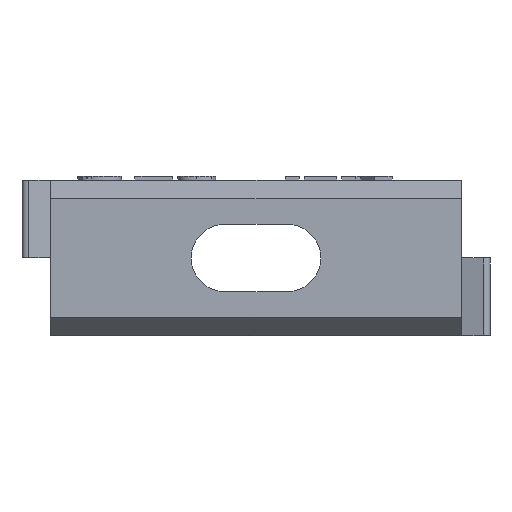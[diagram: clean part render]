
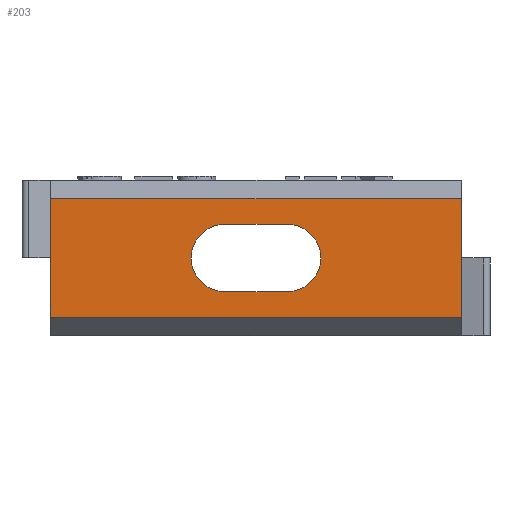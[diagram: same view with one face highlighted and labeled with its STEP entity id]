
A CAD part, front view. The second image highlights one B-rep face of the part: STEP entity #203.
In plain terms, the highlighted planar face has unit normal (0, -1, 0).
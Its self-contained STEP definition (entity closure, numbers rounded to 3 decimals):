
#8 = VERTEX_POINT ( 'NONE', #5076 ) ;
#28 = CARTESIAN_POINT ( 'NONE',  ( 2.4, 0., 0. ) ) ;
#39 = LINE ( 'NONE', #53, #4867 ) ;
#53 = CARTESIAN_POINT ( 'NONE',  ( -18.05, 0., 4.557 ) ) ;
#96 = FACE_BOUND ( 'NONE', #4819, .T. ) ;
#203 = ADVANCED_FACE ( 'NONE', ( #96, #1351 ), #1357, .F. ) ;
#300 = ORIENTED_EDGE ( 'NONE', *, *, #734, .T. ) ;
#307 = ORIENTED_EDGE ( 'NONE', *, *, #2168, .T. ) ;
#441 = ORIENTED_EDGE ( 'NONE', *, *, #1837, .T. ) ;
#517 = CARTESIAN_POINT ( 'NONE',  ( 15.85, 0., 4.557 ) ) ;
#533 = DIRECTION ( 'NONE',  ( 1., 0., 0. ) ) ;
#581 = ORIENTED_EDGE ( 'NONE', *, *, #1024, .T. ) ;
#734 = EDGE_CURVE ( 'NONE', #4144, #4891, #4626, .T. ) ;
#793 = ORIENTED_EDGE ( 'NONE', *, *, #3635, .F. ) ;
#797 = DIRECTION ( 'NONE',  ( 0., 0., 1. ) ) ;
#823 = CARTESIAN_POINT ( 'NONE',  ( -15.85, 0., 6.369 ) ) ;
#917 = DIRECTION ( 'NONE',  ( -1., 0., 0. ) ) ;
#920 = EDGE_CURVE ( 'NONE', #2402, #2637, #1425, .T. ) ;
#938 = ORIENTED_EDGE ( 'NONE', *, *, #5893, .T. ) ;
#1024 = EDGE_CURVE ( 'NONE', #5787, #4144, #5810, .T. ) ;
#1070 = CARTESIAN_POINT ( 'NONE',  ( -2.4, 0., -2.6 ) ) ;
#1104 = CARTESIAN_POINT ( 'NONE',  ( 14.85, 0., 6. ) ) ;
#1156 = ORIENTED_EDGE ( 'NONE', *, *, #920, .T. ) ;
#1165 = ORIENTED_EDGE ( 'NONE', *, *, #3322, .F. ) ;
#1173 = CARTESIAN_POINT ( 'NONE',  ( -15.85, 0., -4.557 ) ) ;
#1187 = LINE ( 'NONE', #4211, #4759 ) ;
#1230 = DIRECTION ( 'NONE',  ( 0., 1., 0. ) ) ;
#1249 = CARTESIAN_POINT ( 'NONE',  ( -2.4, 0., 0. ) ) ;
#1351 = FACE_OUTER_BOUND ( 'NONE', #1613, .T. ) ;
#1357 = PLANE ( 'NONE',  #2359 ) ;
#1425 = LINE ( 'NONE', #1694, #4848 ) ;
#1442 = DIRECTION ( 'NONE',  ( 0., 0., 1. ) ) ;
#1572 = DIRECTION ( 'NONE',  ( 0., 1., 0. ) ) ;
#1613 = EDGE_LOOP ( 'NONE', ( #793, #938, #1156, #1165 ) ) ;
#1694 = CARTESIAN_POINT ( 'NONE',  ( -18.05, 0., -4.557 ) ) ;
#1837 = EDGE_CURVE ( 'NONE', #8, #5787, #1997, .T. ) ;
#1997 = CIRCLE ( 'NONE', #2573, 2.6 ) ;
#2168 = EDGE_CURVE ( 'NONE', #4891, #8, #1187, .T. ) ;
#2342 = VERTEX_POINT ( 'NONE', #4862 ) ;
#2359 = AXIS2_PLACEMENT_3D ( 'NONE', #1104, #1572, #917 ) ;
#2402 = VERTEX_POINT ( 'NONE', #1173 ) ;
#2413 = DIRECTION ( 'NONE',  ( 0., 1., 0. ) ) ;
#2573 = AXIS2_PLACEMENT_3D ( 'NONE', #28, #2413, #1442 ) ;
#2637 = VERTEX_POINT ( 'NONE', #5981 ) ;
#2776 = CARTESIAN_POINT ( 'NONE',  ( -2.4, 0., 2.6 ) ) ;
#2941 = VECTOR ( 'NONE', #5518, 1000. ) ;
#2947 = CARTESIAN_POINT ( 'NONE',  ( -2.4, 0., -2.6 ) ) ;
#3159 = VECTOR ( 'NONE', #4495, 1000. ) ;
#3322 = EDGE_CURVE ( 'NONE', #3602, #2637, #4280, .T. ) ;
#3602 = VERTEX_POINT ( 'NONE', #517 ) ;
#3635 = EDGE_CURVE ( 'NONE', #2342, #3602, #39, .T. ) ;
#3840 = VECTOR ( 'NONE', #5358, 1000. ) ;
#4102 = CARTESIAN_POINT ( 'NONE',  ( 2.4, 0., -2.6 ) ) ;
#4144 = VERTEX_POINT ( 'NONE', #1070 ) ;
#4180 = DIRECTION ( 'NONE',  ( 1., 0., 0. ) ) ;
#4201 = LINE ( 'NONE', #823, #2941 ) ;
#4211 = CARTESIAN_POINT ( 'NONE',  ( -2.4, 0., 2.6 ) ) ;
#4280 = LINE ( 'NONE', #5824, #3840 ) ;
#4495 = DIRECTION ( 'NONE',  ( -1., 0., 0. ) ) ;
#4626 = CIRCLE ( 'NONE', #5251, 2.6 ) ;
#4759 = VECTOR ( 'NONE', #5250, 1000. ) ;
#4819 = EDGE_LOOP ( 'NONE', ( #300, #307, #441, #581 ) ) ;
#4848 = VECTOR ( 'NONE', #4180, 1000. ) ;
#4862 = CARTESIAN_POINT ( 'NONE',  ( -15.85, 0., 4.557 ) ) ;
#4867 = VECTOR ( 'NONE', #533, 1000. ) ;
#4891 = VERTEX_POINT ( 'NONE', #2776 ) ;
#5076 = CARTESIAN_POINT ( 'NONE',  ( 2.4, 0., 2.6 ) ) ;
#5250 = DIRECTION ( 'NONE',  ( 1., 0., 0. ) ) ;
#5251 = AXIS2_PLACEMENT_3D ( 'NONE', #1249, #1230, #797 ) ;
#5358 = DIRECTION ( 'NONE',  ( 0., 0., -1. ) ) ;
#5518 = DIRECTION ( 'NONE',  ( 0., 0., -1. ) ) ;
#5787 = VERTEX_POINT ( 'NONE', #4102 ) ;
#5810 = LINE ( 'NONE', #2947, #3159 ) ;
#5824 = CARTESIAN_POINT ( 'NONE',  ( 15.85, 0., 6.369 ) ) ;
#5893 = EDGE_CURVE ( 'NONE', #2342, #2402, #4201, .T. ) ;
#5981 = CARTESIAN_POINT ( 'NONE',  ( 15.85, 0., -4.557 ) ) ;
